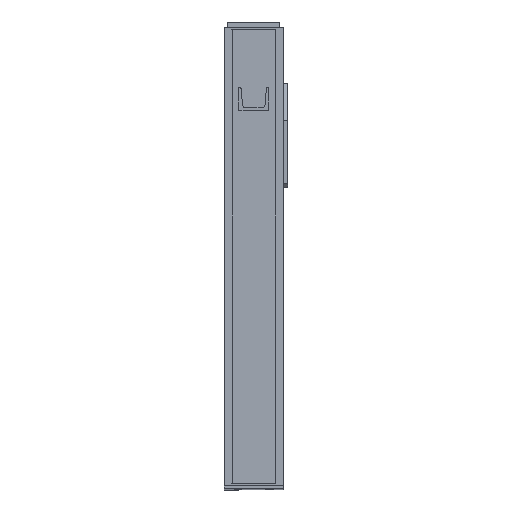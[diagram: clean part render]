
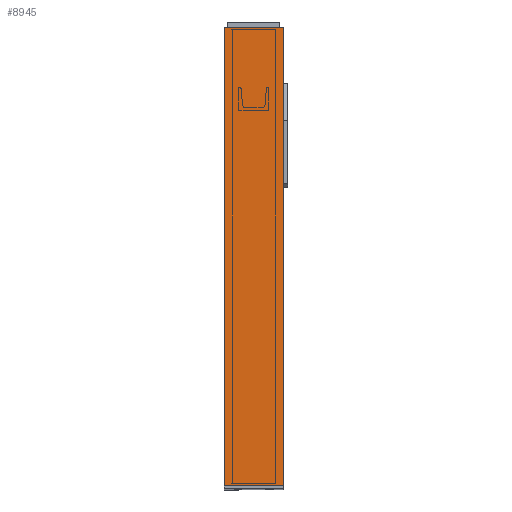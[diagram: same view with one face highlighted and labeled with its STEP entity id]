
A CAD part, top view. The second image highlights one B-rep face of the part: STEP entity #8945.
In plain terms, the highlighted planar face has unit normal (0, 0, 1).
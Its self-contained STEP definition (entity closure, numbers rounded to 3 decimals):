
#82 = ORIENTED_EDGE ( 'NONE', *, *, #10410, .T. ) ;
#468 = VECTOR ( 'NONE', #14990, 1000. ) ;
#787 = VERTEX_POINT ( 'NONE', #4039 ) ;
#871 = EDGE_LOOP ( 'NONE', ( #82, #7235, #2288, #10576 ) ) ;
#1065 = CARTESIAN_POINT ( 'NONE',  ( -80., -617.5, 825. ) ) ;
#1365 = DIRECTION ( 'NONE',  ( 0., 0., 1. ) ) ;
#2041 = CARTESIAN_POINT ( 'NONE',  ( 80., 617.5, 825. ) ) ;
#2288 = ORIENTED_EDGE ( 'NONE', *, *, #3071, .F. ) ;
#3051 = DIRECTION ( 'NONE',  ( 1., 0., 0. ) ) ;
#3071 = EDGE_CURVE ( 'NONE', #7830, #10422, #18128, .T. ) ;
#4039 = CARTESIAN_POINT ( 'NONE',  ( -80., 617.5, 825. ) ) ;
#4890 = VECTOR ( 'NONE', #17213, 1000. ) ;
#6015 = LINE ( 'NONE', #12364, #17063 ) ;
#6753 = AXIS2_PLACEMENT_3D ( 'NONE', #16957, #1365, #3051 ) ;
#7111 = LINE ( 'NONE', #10949, #468 ) ;
#7235 = ORIENTED_EDGE ( 'NONE', *, *, #11398, .T. ) ;
#7830 = VERTEX_POINT ( 'NONE', #7932 ) ;
#7932 = CARTESIAN_POINT ( 'NONE',  ( 80., 617.5, 825. ) ) ;
#8167 = FACE_OUTER_BOUND ( 'NONE', #871, .T. ) ;
#8194 = EDGE_CURVE ( 'NONE', #7830, #787, #11743, .T. ) ;
#8945 = ADVANCED_FACE ( 'NONE', ( #8167 ), #11403, .T. ) ;
#9376 = VERTEX_POINT ( 'NONE', #1065 ) ;
#10410 = EDGE_CURVE ( 'NONE', #787, #9376, #6015, .T. ) ;
#10422 = VERTEX_POINT ( 'NONE', #16598 ) ;
#10576 = ORIENTED_EDGE ( 'NONE', *, *, #8194, .T. ) ;
#10598 = VECTOR ( 'NONE', #16150, 1000. ) ;
#10949 = CARTESIAN_POINT ( 'NONE',  ( 80., -617.5, 825. ) ) ;
#11398 = EDGE_CURVE ( 'NONE', #9376, #10422, #7111, .T. ) ;
#11403 = PLANE ( 'NONE',  #6753 ) ;
#11743 = LINE ( 'NONE', #17269, #4890 ) ;
#12364 = CARTESIAN_POINT ( 'NONE',  ( -80., 617.5, 825. ) ) ;
#13769 = DIRECTION ( 'NONE',  ( 0., -1., 0. ) ) ;
#14990 = DIRECTION ( 'NONE',  ( 1., 0., 0. ) ) ;
#16150 = DIRECTION ( 'NONE',  ( 0., -1., 0. ) ) ;
#16598 = CARTESIAN_POINT ( 'NONE',  ( 80., -617.5, 825. ) ) ;
#16957 = CARTESIAN_POINT ( 'NONE',  ( 80., 617.5, 825. ) ) ;
#17063 = VECTOR ( 'NONE', #13769, 1000. ) ;
#17213 = DIRECTION ( 'NONE',  ( -1., 0., 0. ) ) ;
#17269 = CARTESIAN_POINT ( 'NONE',  ( 80., 617.5, 825. ) ) ;
#18128 = LINE ( 'NONE', #2041, #10598 ) ;
